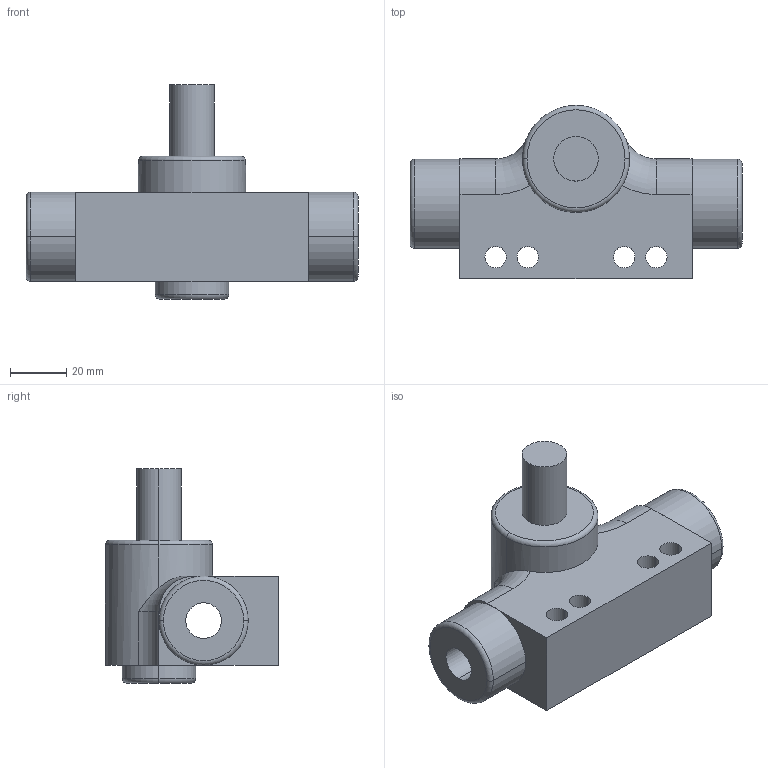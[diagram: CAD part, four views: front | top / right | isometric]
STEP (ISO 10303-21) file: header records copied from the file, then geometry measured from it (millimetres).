
FILE_DESCRIPTION (( 'STEP AP203' ), '1' );
FILE_NAME ('steering rack center_Default_sldprt.STEP', '2022-10-03T14:25:46', ( '' ), ( '' ), 'SwSTEP 2.0', 'SolidWorks 2021', '' );
FILE_SCHEMA (( 'CONFIG_CONTROL_DESIGN' ));
Length unit declared in the file: inch
Products named in the file (1): steering rack center_Default_sldprt
Bounding box: 118.11 x 61.59 x 76.2 mm (x, y, z)
Volume: 159018.8 mm3; surface area: 30131.4 mm2
Topology: 1 solids, 1 shells, 50 faces, 120 edges, 74 vertices
Faces by surface type: cylinder 24, plane 16, torus 10
Entity records: 1611 total; most frequent: CARTESIAN_POINT 295, DIRECTION 288, ORIENTED_EDGE 240, AXIS2_PLACEMENT_3D 121, EDGE_CURVE 120, VERTEX_POINT 74, CIRCLE 70, EDGE_LOOP 62
